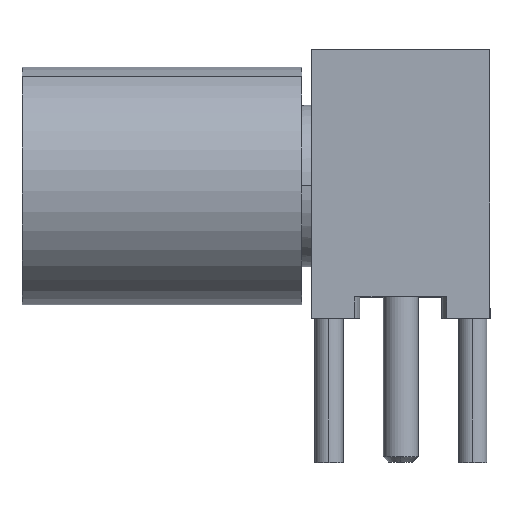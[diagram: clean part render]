
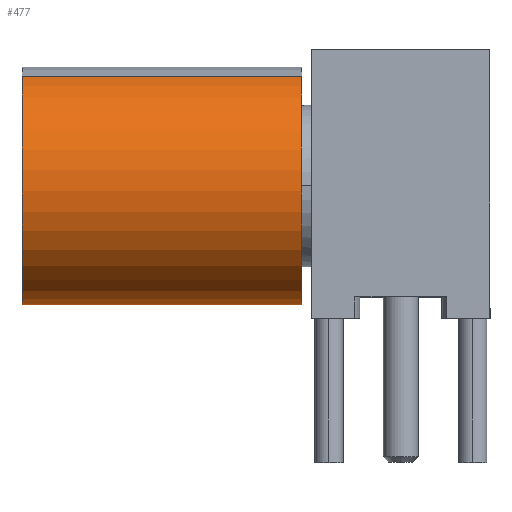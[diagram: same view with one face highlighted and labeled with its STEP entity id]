
A CAD part, top view. The second image highlights one B-rep face of the part: STEP entity #477.
In plain terms, the highlighted cylindrical face has radius 2.1 mm (diameter 4.2 mm), a partial arc.
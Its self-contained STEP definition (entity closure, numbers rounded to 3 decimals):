
#27 = VECTOR ( 'NONE', #925, 1000. ) ;
#193 = CARTESIAN_POINT ( 'NONE',  ( 0.802, 1.941, 0.175 ) ) ;
#305 = DIRECTION ( 'NONE',  ( 0., 0., -1. ) ) ;
#371 = ORIENTED_EDGE ( 'NONE', *, *, #2855, .F. ) ;
#467 = DIRECTION ( 'NONE',  ( -0.382, -0.924, 0. ) ) ;
#477 = ADVANCED_FACE ( 'NONE', ( #1645 ), #574, .T. ) ;
#574 = CYLINDRICAL_SURFACE ( 'NONE', #2928, 2.1 ) ;
#666 = CARTESIAN_POINT ( 'NONE',  ( -0.802, -1.941, 5.115 ) ) ;
#779 = DIRECTION ( 'NONE',  ( -0.382, -0.924, 0. ) ) ;
#799 = VECTOR ( 'NONE', #2830, 1000. ) ;
#807 = EDGE_CURVE ( 'NONE', #2094, #1091, #2044, .T. ) ;
#893 = LINE ( 'NONE', #193, #27 ) ;
#925 = DIRECTION ( 'NONE',  ( 0., 0., -1. ) ) ;
#962 = CARTESIAN_POINT ( 'NONE',  ( -0.802, -1.941, 0.175 ) ) ;
#965 = AXIS2_PLACEMENT_3D ( 'NONE', #2106, #1613, #1856 ) ;
#1031 = EDGE_CURVE ( 'NONE', #2815, #2094, #1220, .T. ) ;
#1040 = ORIENTED_EDGE ( 'NONE', *, *, #807, .T. ) ;
#1091 = VERTEX_POINT ( 'NONE', #1303 ) ;
#1220 = CIRCLE ( 'NONE', #1853, 2.1 ) ;
#1303 = CARTESIAN_POINT ( 'NONE',  ( -0.802, -1.941, 0.175 ) ) ;
#1331 = EDGE_CURVE ( 'NONE', #2465, #1091, #1935, .T. ) ;
#1613 = DIRECTION ( 'NONE',  ( 0., 0., -1. ) ) ;
#1645 = FACE_OUTER_BOUND ( 'NONE', #2389, .T. ) ;
#1853 = AXIS2_PLACEMENT_3D ( 'NONE', #2629, #305, #779 ) ;
#1856 = DIRECTION ( 'NONE',  ( -0.382, -0.924, 0. ) ) ;
#1935 = CIRCLE ( 'NONE', #965, 2.1 ) ;
#2044 = LINE ( 'NONE', #962, #799 ) ;
#2079 = CARTESIAN_POINT ( 'NONE',  ( 0., 0., 0.175 ) ) ;
#2094 = VERTEX_POINT ( 'NONE', #666 ) ;
#2106 = CARTESIAN_POINT ( 'NONE',  ( 0., 0., 0.175 ) ) ;
#2118 = CARTESIAN_POINT ( 'NONE',  ( 0.802, 1.941, 0.175 ) ) ;
#2281 = ORIENTED_EDGE ( 'NONE', *, *, #1331, .F. ) ;
#2389 = EDGE_LOOP ( 'NONE', ( #371, #2456, #1040, #2281 ) ) ;
#2456 = ORIENTED_EDGE ( 'NONE', *, *, #1031, .T. ) ;
#2465 = VERTEX_POINT ( 'NONE', #2118 ) ;
#2629 = CARTESIAN_POINT ( 'NONE',  ( 0., 0., 5.115 ) ) ;
#2815 = VERTEX_POINT ( 'NONE', #2946 ) ;
#2830 = DIRECTION ( 'NONE',  ( 0., 0., -1. ) ) ;
#2855 = EDGE_CURVE ( 'NONE', #2815, #2465, #893, .T. ) ;
#2928 = AXIS2_PLACEMENT_3D ( 'NONE', #2079, #3011, #467 ) ;
#2946 = CARTESIAN_POINT ( 'NONE',  ( 0.802, 1.941, 5.115 ) ) ;
#3011 = DIRECTION ( 'NONE',  ( 0., 0., -1. ) ) ;
